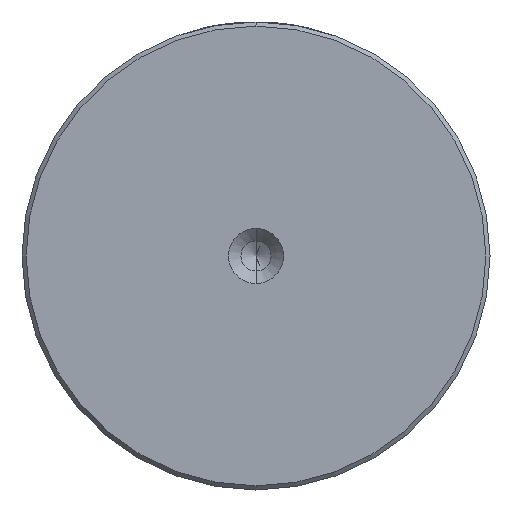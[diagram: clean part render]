
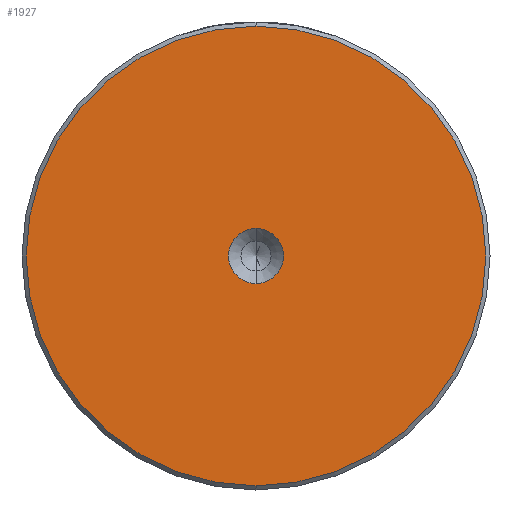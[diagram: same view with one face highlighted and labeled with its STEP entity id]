
A CAD part, left-side view. The second image highlights one B-rep face of the part: STEP entity #1927.
In plain terms, the highlighted planar face has unit normal (-1, 0, 0).
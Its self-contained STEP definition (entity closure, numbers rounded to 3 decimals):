
#146 = FACE_BOUND ( 'NONE', #1553, .T. ) ;
#251 = CARTESIAN_POINT ( 'NONE',  ( 0., 0., 0. ) ) ;
#487 = DIRECTION ( 'NONE',  ( 0., 0., 1. ) ) ;
#533 = ORIENTED_EDGE ( 'NONE', *, *, #1986, .T. ) ;
#594 = PLANE ( 'NONE',  #812 ) ;
#699 = CIRCLE ( 'NONE', #1315, 27.5 ) ;
#709 = AXIS2_PLACEMENT_3D ( 'NONE', #2310, #880, #2547 ) ;
#812 = AXIS2_PLACEMENT_3D ( 'NONE', #2254, #1065, #2730 ) ;
#880 = DIRECTION ( 'NONE',  ( -1., 0., 0. ) ) ;
#894 = ORIENTED_EDGE ( 'NONE', *, *, #989, .T. ) ;
#989 = EDGE_CURVE ( 'NONE', #1395, #990, #699, .T. ) ;
#990 = VERTEX_POINT ( 'NONE', #2004 ) ;
#1065 = DIRECTION ( 'NONE',  ( -1., 0., 0. ) ) ;
#1199 = DIRECTION ( 'NONE',  ( -1., 0., 0. ) ) ;
#1261 = CARTESIAN_POINT ( 'NONE',  ( 0., 0., -27.5 ) ) ;
#1306 = AXIS2_PLACEMENT_3D ( 'NONE', #1339, #2976, #1577 ) ;
#1315 = AXIS2_PLACEMENT_3D ( 'NONE', #251, #1910, #487 ) ;
#1324 = AXIS2_PLACEMENT_3D ( 'NONE', #2610, #1199, #2849 ) ;
#1339 = CARTESIAN_POINT ( 'NONE',  ( 0., 0., 0. ) ) ;
#1395 = VERTEX_POINT ( 'NONE', #1261 ) ;
#1448 = ORIENTED_EDGE ( 'NONE', *, *, #1678, .F. ) ;
#1553 = EDGE_LOOP ( 'NONE', ( #1448, #1649 ) ) ;
#1577 = DIRECTION ( 'NONE',  ( 0., 0., 1. ) ) ;
#1593 = CIRCLE ( 'NONE', #1324, 3.3 ) ;
#1649 = ORIENTED_EDGE ( 'NONE', *, *, #3008, .F. ) ;
#1678 = EDGE_CURVE ( 'NONE', #2298, #2382, #1853, .T. ) ;
#1821 = CARTESIAN_POINT ( 'NONE',  ( 0., 0., -3.3 ) ) ;
#1853 = CIRCLE ( 'NONE', #709, 3.3 ) ;
#1910 = DIRECTION ( 'NONE',  ( -1., 0., 0. ) ) ;
#1927 = ADVANCED_FACE ( 'NONE', ( #2509, #146 ), #594, .T. ) ;
#1986 = EDGE_CURVE ( 'NONE', #990, #1395, #2983, .T. ) ;
#2004 = CARTESIAN_POINT ( 'NONE',  ( 0., 0., 27.5 ) ) ;
#2090 = EDGE_LOOP ( 'NONE', ( #894, #533 ) ) ;
#2254 = CARTESIAN_POINT ( 'NONE',  ( 0., 0., 0. ) ) ;
#2298 = VERTEX_POINT ( 'NONE', #2666 ) ;
#2310 = CARTESIAN_POINT ( 'NONE',  ( 0., 0., 0. ) ) ;
#2382 = VERTEX_POINT ( 'NONE', #1821 ) ;
#2509 = FACE_OUTER_BOUND ( 'NONE', #2090, .T. ) ;
#2547 = DIRECTION ( 'NONE',  ( 0., 0., 1. ) ) ;
#2610 = CARTESIAN_POINT ( 'NONE',  ( 0., 0., 0. ) ) ;
#2666 = CARTESIAN_POINT ( 'NONE',  ( 0., 0., 3.3 ) ) ;
#2730 = DIRECTION ( 'NONE',  ( 0., 0., 1. ) ) ;
#2849 = DIRECTION ( 'NONE',  ( 0., 0., 1. ) ) ;
#2976 = DIRECTION ( 'NONE',  ( -1., 0., 0. ) ) ;
#2983 = CIRCLE ( 'NONE', #1306, 27.5 ) ;
#3008 = EDGE_CURVE ( 'NONE', #2382, #2298, #1593, .T. ) ;
